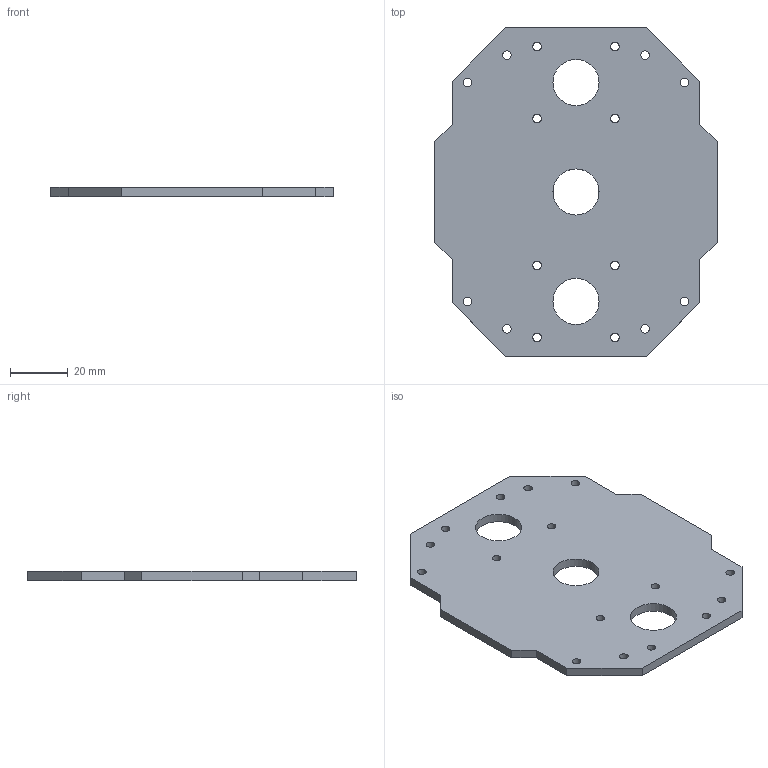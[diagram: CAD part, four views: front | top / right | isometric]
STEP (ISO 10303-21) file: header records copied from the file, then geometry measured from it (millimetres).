
FILE_DESCRIPTION(/* description */ ('STEP AP242','CAx-IF Rec.Pracs.---Representation and Presentation of Product Manufacturing Information (PMI)---4.0---2014-10-13','CAx-IF Rec.Pracs.---3D Tessellated Geometry---0.4---2014-09-14','2;1'),/* implementation_level */ '2;1');
FILE_NAME(/* name */ '639589a4c44bee4252269efd',/* time_stamp */ '2022-12-11T07:41:24+00:00',/* author */ (''),/* organization */ (''),/* preprocessor_version */ 'ST-DEVELOPER v18.102',/* originating_system */ ' ',/* authorisation */ ' ');
FILE_SCHEMA (('AP242_MANAGED_MODEL_BASED_3D_ENGINEERING_MIM_LF { 1 0 10303 442 1 1 4 }'));
Length unit declared in the file: metre
Products named in the file (1): drone 3
Bounding box: 98 x 114 x 3.17 mm (x, y, z)
Volume: 28242.3 mm3; surface area: 19911.9 mm2
Topology: 1 solids, 1 shells, 37 faces, 105 edges, 70 vertices
Faces by surface type: cylinder 19, plane 18
Full cylindrical faces by diameter (mm): 3 x16, 16 x3
Entity records: 1220 total; most frequent: DIRECTION 200, CARTESIAN_POINT 194, ORIENTED_EDGE 172, EDGE_LOOP 94, FACE_BOUND 94, EDGE_CURVE 86, AXIS2_PLACEMENT_3D 76, VERTEX_POINT 70
